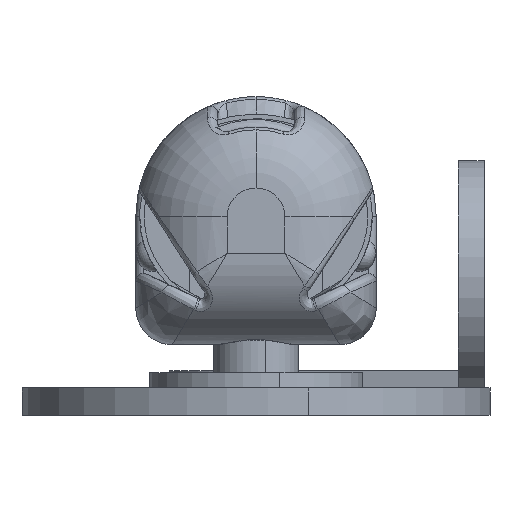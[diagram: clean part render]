
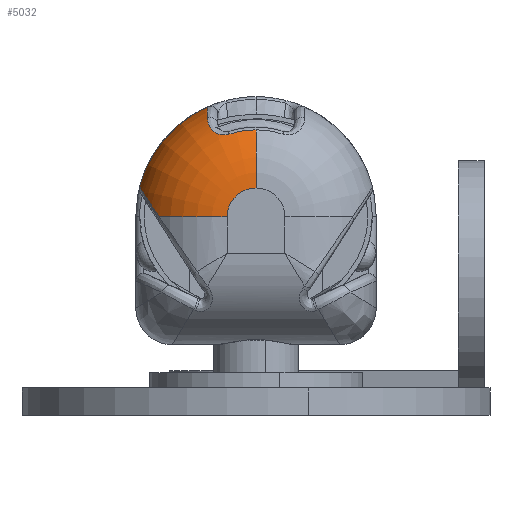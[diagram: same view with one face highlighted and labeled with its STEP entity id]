
A CAD part, left-side view. The second image highlights one B-rep face of the part: STEP entity #5032.
In plain terms, the highlighted toroidal (fillet/blend) face has major radius 1.9 mm and minor radius 6 mm.
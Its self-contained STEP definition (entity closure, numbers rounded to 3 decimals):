
#407 = EDGE_CURVE ( 'NONE', #2515, #3793, #11065, .T. ) ;
#594 = TOROIDAL_SURFACE ( 'NONE', #4629, 1.9, 6. ) ;
#962 = CARTESIAN_POINT ( 'NONE',  ( -3.203, 23., -15.622 ) ) ;
#1012 = VERTEX_POINT ( 'NONE', #18683 ) ;
#1183 = AXIS2_PLACEMENT_3D ( 'NONE', #11716, #2500, #13259 ) ;
#1228 = CARTESIAN_POINT ( 'NONE',  ( -2.357, 27.476, -13.806 ) ) ;
#1428 = VERTEX_POINT ( 'NONE', #8060 ) ;
#1592 = AXIS2_PLACEMENT_3D ( 'NONE', #7374, #18151, #8923 ) ;
#1636 = CARTESIAN_POINT ( 'NONE',  ( -7.533, 24.392, -10.179 ) ) ;
#1721 = ORIENTED_EDGE ( 'NONE', *, *, #14404, .T. ) ;
#2323 = CIRCLE ( 'NONE', #1592, 1.9 ) ;
#2500 = DIRECTION ( 'NONE',  ( -1., 0., 0. ) ) ;
#2515 = VERTEX_POINT ( 'NONE', #6241 ) ;
#2789 = CARTESIAN_POINT ( 'NONE',  ( -2.634, 27.274, -13.917 ) ) ;
#3077 = CIRCLE ( 'NONE', #9187, 5.718 ) ;
#3211 = CARTESIAN_POINT ( 'NONE',  ( -7.407, 24.957, -9.988 ) ) ;
#3315 = DIRECTION ( 'NONE',  ( 0., 1., 0. ) ) ;
#3793 = VERTEX_POINT ( 'NONE', #17297 ) ;
#4349 = CARTESIAN_POINT ( 'NONE',  ( -2.845, 27.031, -14.073 ) ) ;
#4629 = AXIS2_PLACEMENT_3D ( 'NONE', #6553, #6494, #12719 ) ;
#4656 = B_SPLINE_CURVE_WITH_KNOTS ( 'NONE', 3,
 ( #17027, #4690, #10872, #1636, #12414, #3211, #13971, #4763, #15533, #6306, #17099, #7870 ),
 .UNSPECIFIED., .F., .F.,
 ( 4, 2, 2, 2, 2, 4 ),
 ( 0., 0.001, 0.002, 0.002, 0.004, 0.005 ),
 .UNSPECIFIED. ) ;
#4690 = CARTESIAN_POINT ( 'NONE',  ( -7.652, 23.408, -10.362 ) ) ;
#4763 = CARTESIAN_POINT ( 'NONE',  ( -7.187, 25.655, -9.652 ) ) ;
#5012 = CARTESIAN_POINT ( 'NONE',  ( -1.9, 23., -8.4 ) ) ;
#5032 = ADVANCED_FACE ( 'NONE', ( #16487 ), #594, .T. ) ;
#5211 = VERTEX_POINT ( 'NONE', #19390 ) ;
#5539 = CARTESIAN_POINT ( 'NONE',  ( -3.197, 25.558, -14.999 ) ) ;
#5887 = CARTESIAN_POINT ( 'NONE',  ( -3.081, 26.574, -14.378 ) ) ;
#5902 = AXIS2_PLACEMENT_3D ( 'NONE', #8975, #19773, #10522 ) ;
#6035 = ORIENTED_EDGE ( 'NONE', *, *, #9188, .F. ) ;
#6241 = CARTESIAN_POINT ( 'NONE',  ( -7.652, 23., -10.362 ) ) ;
#6306 = CARTESIAN_POINT ( 'NONE',  ( -6.732, 26.547, -8.959 ) ) ;
#6494 = DIRECTION ( 'NONE',  ( 0., -1., 0. ) ) ;
#6553 = CARTESIAN_POINT ( 'NONE',  ( 0., 23., -8.4 ) ) ;
#6566 = DIRECTION ( 'NONE',  ( 0., 1., 0. ) ) ;
#6896 = EDGE_LOOP ( 'NONE', ( #6035, #1721, #14755, #9512, #16385, #7800, #10004, #14393 ) ) ;
#6997 = CARTESIAN_POINT ( 'NONE',  ( 0., 27.628, -14.118 ) ) ;
#7093 = CARTESIAN_POINT ( 'NONE',  ( -3.198, 25.341, -15.106 ) ) ;
#7110 = CIRCLE ( 'NONE', #9108, 6. ) ;
#7374 = CARTESIAN_POINT ( 'NONE',  ( 0., 29., -8.4 ) ) ;
#7382 = CARTESIAN_POINT ( 'NONE',  ( -1.787, 27.628, -13.832 ) ) ;
#7448 = CARTESIAN_POINT ( 'NONE',  ( -3.195, 25.977, -14.757 ) ) ;
#7800 = ORIENTED_EDGE ( 'NONE', *, *, #407, .F. ) ;
#7870 = CARTESIAN_POINT ( 'NONE',  ( -6.364, 27.009, -8.4 ) ) ;
#8060 = CARTESIAN_POINT ( 'NONE',  ( -1.9, 29., -8.4 ) ) ;
#8661 = CARTESIAN_POINT ( 'NONE',  ( -3.201, 24.661, -15.371 ) ) ;
#8923 = DIRECTION ( 'NONE',  ( 0., 0., -1. ) ) ;
#8975 = CARTESIAN_POINT ( 'NONE',  ( 0., 23., -8.4 ) ) ;
#9108 = AXIS2_PLACEMENT_3D ( 'NONE', #5012, #15778, #6566 ) ;
#9187 = AXIS2_PLACEMENT_3D ( 'NONE', #12507, #3315, #14064 ) ;
#9188 = EDGE_CURVE ( 'NONE', #18817, #1428, #2323, .T. ) ;
#9299 = B_SPLINE_CURVE_WITH_KNOTS ( 'NONE', 3,
 ( #14767, #5539, #7093, #17874, #8661, #19439, #10173, #962 ),
 .UNSPECIFIED., .F., .F.,
 ( 4, 2, 2, 4 ),
 ( 0., 0.001, 0.001, 0.003 ),
 .UNSPECIFIED. ) ;
#9512 = ORIENTED_EDGE ( 'NONE', *, *, #19612, .T. ) ;
#10004 = ORIENTED_EDGE ( 'NONE', *, *, #18231, .T. ) ;
#10173 = CARTESIAN_POINT ( 'NONE',  ( -3.203, 23.487, -15.622 ) ) ;
#10453 = CARTESIAN_POINT ( 'NONE',  ( -2.25, 27.531, -13.784 ) ) ;
#10522 = DIRECTION ( 'NONE',  ( 0., 0., -1. ) ) ;
#10843 = B_SPLINE_CURVE_WITH_KNOTS ( 'NONE', 3,
 ( #7382, #15050, #19718, #10453, #1228, #12003, #2789, #13543, #4349, #15128, #5887, #16670, #7448, #18232 ),
 .UNSPECIFIED., .F., .F.,
 ( 4, 2, 2, 2, 2, 2, 4 ),
 ( 0., 0., 0.001, 0.001, 0.001, 0.002, 0.003 ),
 .UNSPECIFIED. ) ;
#10872 = CARTESIAN_POINT ( 'NONE',  ( -7.622, 23.807, -10.316 ) ) ;
#11065 = CIRCLE ( 'NONE', #5902, 7.9 ) ;
#11173 = VERTEX_POINT ( 'NONE', #13571 ) ;
#11716 = CARTESIAN_POINT ( 'NONE',  ( 0., 23., -10.3 ) ) ;
#12003 = CARTESIAN_POINT ( 'NONE',  ( -2.548, 27.348, -13.872 ) ) ;
#12414 = CARTESIAN_POINT ( 'NONE',  ( -7.495, 24.585, -10.122 ) ) ;
#12507 = CARTESIAN_POINT ( 'NONE',  ( 0., 27.628, -8.4 ) ) ;
#12719 = DIRECTION ( 'NONE',  ( 0., 0., -1. ) ) ;
#13259 = DIRECTION ( 'NONE',  ( 0., 0., 1. ) ) ;
#13543 = CARTESIAN_POINT ( 'NONE',  ( -2.782, 27.115, -14.017 ) ) ;
#13571 = CARTESIAN_POINT ( 'NONE',  ( -1.787, 27.628, -13.832 ) ) ;
#13971 = CARTESIAN_POINT ( 'NONE',  ( -7.357, 25.136, -9.911 ) ) ;
#14064 = DIRECTION ( 'NONE',  ( 0., 0., -1. ) ) ;
#14393 = ORIENTED_EDGE ( 'NONE', *, *, #19246, .T. ) ;
#14404 = EDGE_CURVE ( 'NONE', #18817, #16442, #14764, .T. ) ;
#14755 = ORIENTED_EDGE ( 'NONE', *, *, #16629, .T. ) ;
#14764 = CIRCLE ( 'NONE', #1183, 6. ) ;
#14767 = CARTESIAN_POINT ( 'NONE',  ( -3.196, 25.769, -14.877 ) ) ;
#15050 = CARTESIAN_POINT ( 'NONE',  ( -1.902, 27.628, -13.794 ) ) ;
#15128 = CARTESIAN_POINT ( 'NONE',  ( -3.009, 26.764, -14.25 ) ) ;
#15533 = CARTESIAN_POINT ( 'NONE',  ( -7.047, 25.979, -9.439 ) ) ;
#15778 = DIRECTION ( 'NONE',  ( 0., 0., -1. ) ) ;
#16053 = CARTESIAN_POINT ( 'NONE',  ( 0., 29., -10.3 ) ) ;
#16385 = ORIENTED_EDGE ( 'NONE', *, *, #19500, .T. ) ;
#16442 = VERTEX_POINT ( 'NONE', #6997 ) ;
#16487 = FACE_OUTER_BOUND ( 'NONE', #6896, .T. ) ;
#16629 = EDGE_CURVE ( 'NONE', #16442, #11173, #3077, .T. ) ;
#16670 = CARTESIAN_POINT ( 'NONE',  ( -3.174, 26.181, -14.631 ) ) ;
#17027 = CARTESIAN_POINT ( 'NONE',  ( -7.652, 23., -10.362 ) ) ;
#17099 = CARTESIAN_POINT ( 'NONE',  ( -6.555, 26.796, -8.691 ) ) ;
#17297 = CARTESIAN_POINT ( 'NONE',  ( -3.203, 23., -15.622 ) ) ;
#17874 = CARTESIAN_POINT ( 'NONE',  ( -3.2, 24.893, -15.292 ) ) ;
#18151 = DIRECTION ( 'NONE',  ( 0., 1., 0. ) ) ;
#18231 = EDGE_CURVE ( 'NONE', #2515, #5211, #4656, .T. ) ;
#18232 = CARTESIAN_POINT ( 'NONE',  ( -3.196, 25.769, -14.877 ) ) ;
#18683 = CARTESIAN_POINT ( 'NONE',  ( -3.196, 25.769, -14.877 ) ) ;
#18817 = VERTEX_POINT ( 'NONE', #16053 ) ;
#19246 = EDGE_CURVE ( 'NONE', #5211, #1428, #7110, .T. ) ;
#19390 = CARTESIAN_POINT ( 'NONE',  ( -6.364, 27.009, -8.4 ) ) ;
#19439 = CARTESIAN_POINT ( 'NONE',  ( -3.202, 23.963, -15.558 ) ) ;
#19500 = EDGE_CURVE ( 'NONE', #1012, #3793, #9299, .T. ) ;
#19612 = EDGE_CURVE ( 'NONE', #11173, #1012, #10843, .T. ) ;
#19718 = CARTESIAN_POINT ( 'NONE',  ( -2.022, 27.607, -13.778 ) ) ;
#19773 = DIRECTION ( 'NONE',  ( 0., -1., 0. ) ) ;
